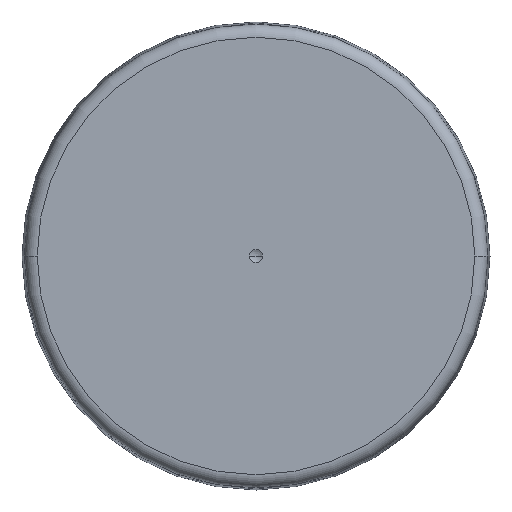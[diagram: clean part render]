
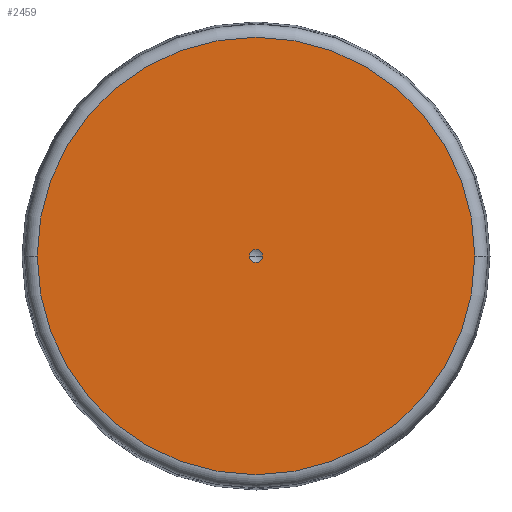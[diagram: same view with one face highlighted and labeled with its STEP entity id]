
A CAD part, front view. The second image highlights one B-rep face of the part: STEP entity #2459.
In plain terms, the highlighted planar face has unit normal (0, -1, 0).
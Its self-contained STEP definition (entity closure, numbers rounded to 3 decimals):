
#2=CARTESIAN_POINT('',(0.,0.,0.));
#3=DIRECTION('',(0.,-1.,0.));
#4=DIRECTION('',(-1.,0.,0.));
#5=AXIS2_PLACEMENT_3D('',#2,#3,#4);
#7=CARTESIAN_POINT('',(0.,0.,0.));
#8=DIRECTION('',(0.,-1.,0.));
#9=DIRECTION('',(1.,0.,0.));
#10=AXIS2_PLACEMENT_3D('',#7,#8,#9);
#12=CARTESIAN_POINT('',(0.,0.,0.));
#13=DIRECTION('',(0.,-1.,0.));
#14=DIRECTION('',(1.,0.,0.));
#15=AXIS2_PLACEMENT_3D('',#12,#13,#14);
#17=CARTESIAN_POINT('',(0.,0.,0.));
#18=DIRECTION('',(0.,-1.,0.));
#19=DIRECTION('',(-1.,0.,0.));
#20=AXIS2_PLACEMENT_3D('',#17,#18,#19);
#1972=CARTESIAN_POINT('',(-33.89,0.,0.));
#1973=CARTESIAN_POINT('',(33.89,0.,0.));
#1974=VERTEX_POINT('',#1972);
#1975=VERTEX_POINT('',#1973);
#1986=CARTESIAN_POINT('',(1.,0.,0.));
#1987=CARTESIAN_POINT('',(-1.,0.,0.));
#1988=VERTEX_POINT('',#1986);
#1989=VERTEX_POINT('',#1987);
#2442=CARTESIAN_POINT('',(0.,0.,0.));
#2443=DIRECTION('',(0.,1.,0.));
#2444=DIRECTION('',(1.,0.,0.));
#2445=AXIS2_PLACEMENT_3D('',#2442,#2443,#2444);
#2446=PLANE('',#2445);
#2448=ORIENTED_EDGE('',*,*,#2447,.F.);
#2450=ORIENTED_EDGE('',*,*,#2449,.F.);
#2451=EDGE_LOOP('',(#2448,#2450));
#2452=FACE_OUTER_BOUND('',#2451,.F.);
#2454=ORIENTED_EDGE('',*,*,#2453,.T.);
#2456=ORIENTED_EDGE('',*,*,#2455,.T.);
#2457=EDGE_LOOP('',(#2454,#2456));
#2458=FACE_BOUND('',#2457,.F.);
#2459=ADVANCED_FACE('',(#2452,#2458),#2446,.F.);
#6=CIRCLE('',#5,33.89);
#11=CIRCLE('',#10,33.89);
#16=CIRCLE('',#15,1.);
#21=CIRCLE('',#20,1.);
#2447=EDGE_CURVE('',#1974,#1975,#6,.T.);
#2449=EDGE_CURVE('',#1975,#1974,#11,.T.);
#2453=EDGE_CURVE('',#1988,#1989,#16,.T.);
#2455=EDGE_CURVE('',#1989,#1988,#21,.T.);
